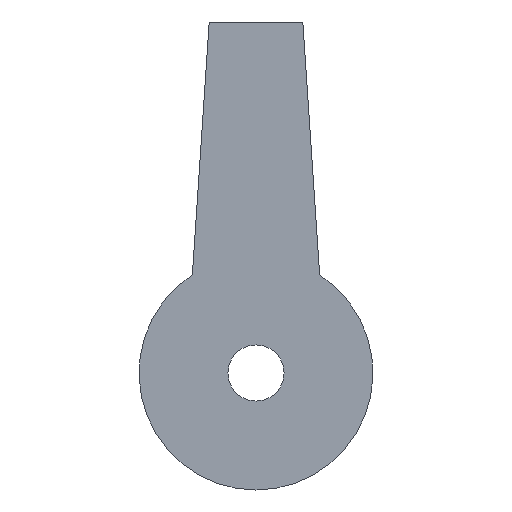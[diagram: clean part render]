
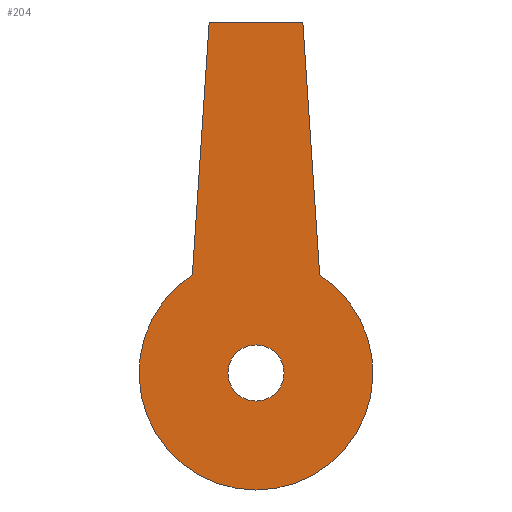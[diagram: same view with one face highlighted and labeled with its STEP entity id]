
A CAD part, left-side view. The second image highlights one B-rep face of the part: STEP entity #204.
In plain terms, the highlighted planar face has unit normal (-1, 0, 0).
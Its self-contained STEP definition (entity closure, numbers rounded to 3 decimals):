
#14 = AXIS2_PLACEMENT_3D ( 'NONE', #103, #167, #227 ) ;
#15 = CARTESIAN_POINT ( 'NONE',  ( 0., 13.602, 20.976 ) ) ;
#23 = ORIENTED_EDGE ( 'NONE', *, *, #366, .F. ) ;
#24 = CARTESIAN_POINT ( 'NONE',  ( 0., -13.602, 20.976 ) ) ;
#29 = EDGE_LOOP ( 'NONE', ( #387, #119, #333, #23 ) ) ;
#33 = CARTESIAN_POINT ( 'NONE',  ( 0., 0., 0. ) ) ;
#34 = AXIS2_PLACEMENT_3D ( 'NONE', #317, #159, #284 ) ;
#35 = VECTOR ( 'NONE', #336, 1000. ) ;
#37 = EDGE_LOOP ( 'NONE', ( #250, #95 ) ) ;
#51 = FACE_BOUND ( 'NONE', #37, .T. ) ;
#52 = CARTESIAN_POINT ( 'NONE',  ( 0., 0., 0. ) ) ;
#77 = EDGE_CURVE ( 'NONE', #330, #153, #390, .T. ) ;
#86 = VERTEX_POINT ( 'NONE', #15 ) ;
#93 = EDGE_CURVE ( 'NONE', #144, #338, #294, .T. ) ;
#95 = ORIENTED_EDGE ( 'NONE', *, *, #211, .T. ) ;
#99 = CIRCLE ( 'NONE', #34, 6. ) ;
#102 = CARTESIAN_POINT ( 'NONE',  ( 0., 0., 6. ) ) ;
#103 = CARTESIAN_POINT ( 'NONE',  ( 0., 0., 0. ) ) ;
#104 = DIRECTION ( 'NONE',  ( 1., 0., 0. ) ) ;
#117 = DIRECTION ( 'NONE',  ( 0., 0., -1. ) ) ;
#119 = ORIENTED_EDGE ( 'NONE', *, *, #93, .F. ) ;
#128 = LINE ( 'NONE', #223, #252 ) ;
#144 = VERTEX_POINT ( 'NONE', #321 ) ;
#153 = VERTEX_POINT ( 'NONE', #377 ) ;
#155 = AXIS2_PLACEMENT_3D ( 'NONE', #33, #365, #117 ) ;
#159 = DIRECTION ( 'NONE',  ( 1., 0., 0. ) ) ;
#165 = CARTESIAN_POINT ( 'NONE',  ( 0., 10., 75. ) ) ;
#166 = PLANE ( 'NONE',  #272 ) ;
#167 = DIRECTION ( 'NONE',  ( 1., 0., 0. ) ) ;
#168 = DIRECTION ( 'NONE',  ( 0., -0.067, -0.998 ) ) ;
#177 = LINE ( 'NONE', #305, #35 ) ;
#182 = CIRCLE ( 'NONE', #14, 25. ) ;
#198 = CARTESIAN_POINT ( 'NONE',  ( 0., -14.934, 0.996 ) ) ;
#204 = ADVANCED_FACE ( 'NONE', ( #324, #51 ), #166, .F. ) ;
#211 = EDGE_CURVE ( 'NONE', #153, #330, #99, .T. ) ;
#223 = CARTESIAN_POINT ( 'NONE',  ( 0., 0., 75. ) ) ;
#224 = EDGE_CURVE ( 'NONE', #379, #144, #128, .T. ) ;
#227 = DIRECTION ( 'NONE',  ( 0., 0., -1. ) ) ;
#232 = VECTOR ( 'NONE', #168, 1000. ) ;
#250 = ORIENTED_EDGE ( 'NONE', *, *, #77, .T. ) ;
#252 = VECTOR ( 'NONE', #347, 1000. ) ;
#260 = DIRECTION ( 'NONE',  ( 0., 0., -1. ) ) ;
#272 = AXIS2_PLACEMENT_3D ( 'NONE', #52, #104, #260 ) ;
#284 = DIRECTION ( 'NONE',  ( 0., 0., -1. ) ) ;
#294 = LINE ( 'NONE', #198, #232 ) ;
#305 = CARTESIAN_POINT ( 'NONE',  ( 0., 14.934, 0.996 ) ) ;
#317 = CARTESIAN_POINT ( 'NONE',  ( 0., 0., 0. ) ) ;
#321 = CARTESIAN_POINT ( 'NONE',  ( 0., -10., 75. ) ) ;
#324 = FACE_OUTER_BOUND ( 'NONE', #29, .T. ) ;
#330 = VERTEX_POINT ( 'NONE', #102 ) ;
#333 = ORIENTED_EDGE ( 'NONE', *, *, #224, .F. ) ;
#334 = EDGE_CURVE ( 'NONE', #338, #86, #182, .T. ) ;
#336 = DIRECTION ( 'NONE',  ( 0., -0.067, 0.998 ) ) ;
#338 = VERTEX_POINT ( 'NONE', #24 ) ;
#347 = DIRECTION ( 'NONE',  ( 0., -1., 0. ) ) ;
#365 = DIRECTION ( 'NONE',  ( 1., 0., 0. ) ) ;
#366 = EDGE_CURVE ( 'NONE', #86, #379, #177, .T. ) ;
#377 = CARTESIAN_POINT ( 'NONE',  ( 0., 0., -6. ) ) ;
#379 = VERTEX_POINT ( 'NONE', #165 ) ;
#387 = ORIENTED_EDGE ( 'NONE', *, *, #334, .F. ) ;
#390 = CIRCLE ( 'NONE', #155, 6. ) ;
